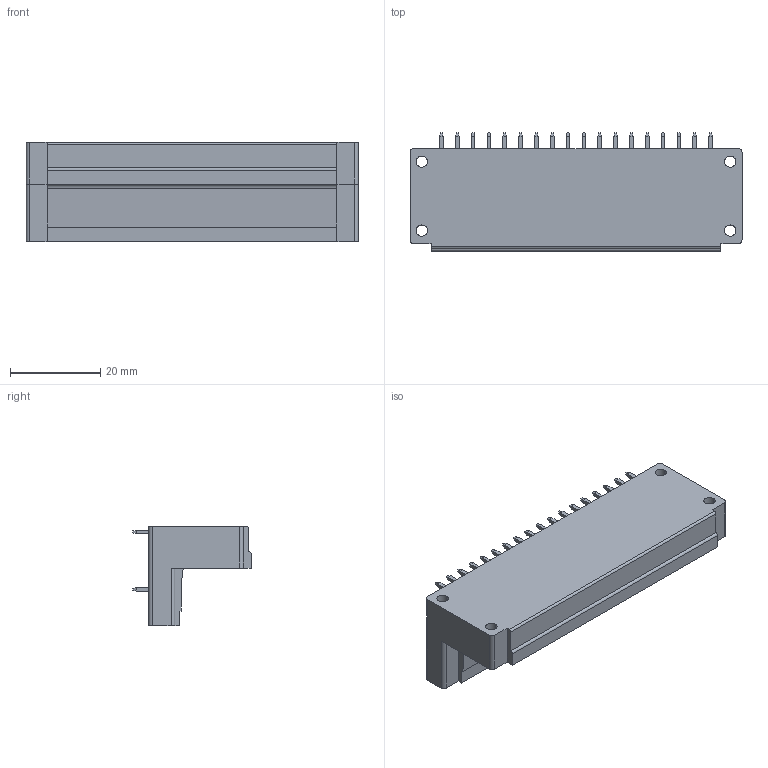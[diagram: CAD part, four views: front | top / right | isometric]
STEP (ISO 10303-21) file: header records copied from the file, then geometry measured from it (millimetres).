
FILE_DESCRIPTION((''),'2;1');
FILE_NAME('TLPHDW-005R-XXP','2024-09-24T09:41:35',('sheji109'),(''),'CREO PARAMETRIC BY PTC INC, 2018100','CREO PARAMETRIC BY PTC INC, 2018100','');
FILE_SCHEMA(('CONFIG_CONTROL_DESIGN'));
Products named in the file (1): TLPHDW-005R-XXP
Bounding box: 73.4 x 26.2 x 21.9 mm (x, y, z)
Volume: 17302.4 mm3; surface area: 14696.1 mm2
Topology: 1 solids, 1 shells, 2736 faces, 7374 edges, 4784 vertices
Faces by surface type: plane 1927, cylinder 557, cone 180, torus 72
Entity records: 85186 total; most frequent: CARTESIAN_POINT 16010, ORIENTED_EDGE 14748, DIRECTION 13852, EDGE_CURVE 7374, VECTOR 5648, LINE 5648, VERTEX_POINT 4784, AXIS2_PLACEMENT_3D 4102
